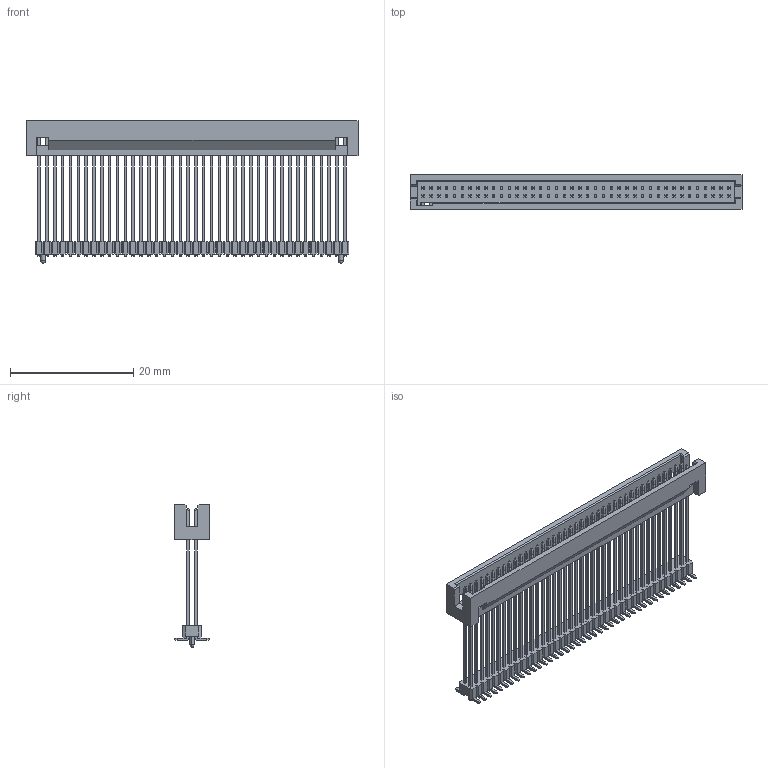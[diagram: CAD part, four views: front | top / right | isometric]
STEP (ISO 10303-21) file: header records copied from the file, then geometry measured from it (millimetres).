
FILE_DESCRIPTION (( 'STEP AP214' ), '1' );
FILE_NAME ('FBH12718-D80S1014K6L13A-REF.STEP', '2025-04-07T01:46:13', ( '' ), ( '' ), 'SwSTEP 2.0', 'SolidWorks 2021', '' );
FILE_SCHEMA (( 'AUTOMOTIVE_DESIGN' ));
Length unit declared in the file: millimetre
Products named in the file (1): FBH12718-D80S1014K6L13A-REF
Bounding box: 53.8 x 5.6 x 23.1 mm (x, y, z)
Volume: 1292.7 mm3; surface area: 4703.2 mm2
Topology: 1 solids, 1 shells, 2861 faces, 7293 edges, 4426 vertices
Faces by surface type: plane 2693, cylinder 164, sphere 4
Entity records: 83745 total; most frequent: ORIENTED_EDGE 14570, CARTESIAN_POINT 14569, DIRECTION 13341, EDGE_CURVE 7285, LINE 6953, VECTOR 6953, VERTEX_POINT 4422, AXIS2_PLACEMENT_3D 3194
